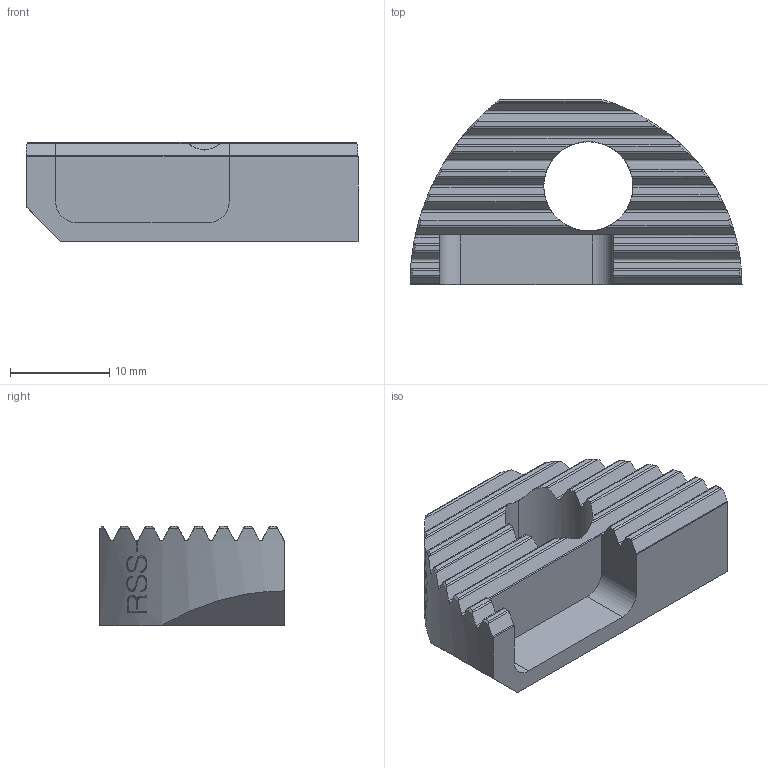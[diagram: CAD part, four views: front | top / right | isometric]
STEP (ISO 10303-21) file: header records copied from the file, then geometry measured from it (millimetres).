
FILE_DESCRIPTION(('no description'),'unknown implementation level');
FILE_NAME('CC3AC10B-D4D9-4C12-9DD0-2E792513C8F9_export.stp',' ',('CIMSOURCE GmbH'),('CADClick - KiM GmbH - www.kimweb.de'),'unknown preprocess','ACIS','unknown authorization');
FILE_SCHEMA(('automotive_design'));
Length unit declared in the file: millimetre
Products named in the file (1): Marke RSS
Bounding box: 33.5 x 18.65 x 10 mm (x, y, z)
Volume: 3327.4 mm3; surface area: 2277.5 mm2
Topology: 1 solids, 1 shells, 179 faces, 517 edges, 344 vertices
Faces by surface type: plane 66, cylinder 53, bspline 40, cone 16, sphere 4
Entity records: 19129 total; most frequent: CARTESIAN_POINT 9123, STYLED_ITEM 1041, PRESENTATION_STYLE_ASSIGNMENT 1041, COLOUR_RGB 1041, ORIENTED_EDGE 1034, DIRECTION 708, EDGE_CURVE 517, CURVE_STYLE 517
